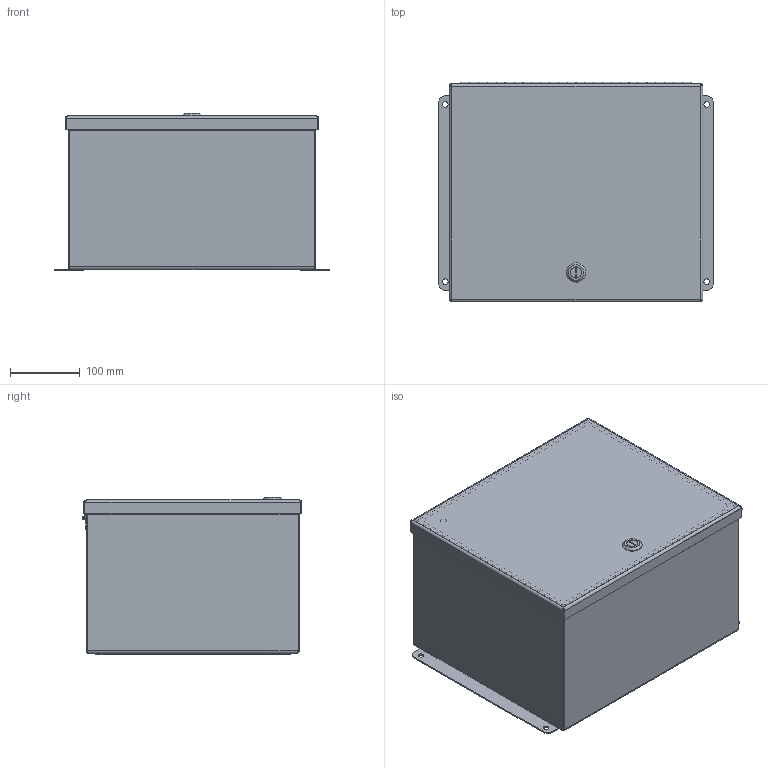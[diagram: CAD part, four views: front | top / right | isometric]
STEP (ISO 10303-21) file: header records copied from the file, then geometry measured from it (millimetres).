
FILE_DESCRIPTION(/* description */ ('14x12 BCHQTSSA LID, 316 S.S.'),/* implementation_level */ '2;1');
FILE_NAME(/* name */ 'BN4141208CHQTSSA.stp',/* time_stamp */ '2016-08-12T11:51:48-05:00',/* author */ ('mraetz'),/* organization */ (''),/* preprocessor_version */ 'ST-DEVELOPER v16.1',/* originating_system */ 'Autodesk Inventor 2016',/* authorisation */ '');
FILE_SCHEMA (('AUTOMOTIVE_DESIGN { 1 0 10303 214 3 1 1 }'));
Length unit declared in the file: inch
Products named in the file (22): BN41412CHQTSSALID; 14x12; 348131; 32885LH; 32885P; 32885TH; 32885; BN4141208CHQTSSABKP; 34973; HFW3883; 1000-5046_prt; 1000-102A-AA; 1000-02; 1000-23; 1000-u156_asm; 1000-318-PF; 1000-03-PG; 1000-24_prt; 1000-277-01PI; 1000-u630_asm; HFW351142; BN4141208CHQTSSA
Assembly tree (25 placements, depth 4):
  BN4141208CHQTSSA
    BN41412CHQTSSALID
    14x12
    348131  x2
    32885
      32885LH
      32885P
      32885TH
    BN4141208CHQTSSABKP
    34973  x4
    HFW3883
    HFW351142
      1000-5046_prt
      1000-u156_asm
        1000-102A-AA
        1000-02
        1000-23
      1000-u630_asm
        1000-318-PF
        1000-03-PG
        1000-24_prt
        1000-277-01PI
Bounding box: 393.7 x 315.25 x 226.19 mm (x, y, z)
Volume: 952304.8 mm3; surface area: 1207621 mm2
Topology: 21 solids, 21 shells, 691 faces, 1695 edges, 1058 vertices
Faces by surface type: plane 378, cylinder 216, bspline 62, torus 21, cone 14
Full cylindrical faces by diameter (mm): 2.54 x1, 2.957 x26, 3.962 x4, 4.826 x1, 5 x1, 5.5 x1, 7.62 x4, 7.874 x4, 8 x1, 8.56 x1, 9.9 x1, 10 x1, 10.2 x1, 12.8 x1, 13.5 x1, 15.2 x1, 15.875 x4, 16 x1, 16.1 x1, 19.8 x1, 28 x1
Entity records: 22091 total; most frequent: CARTESIAN_POINT 6047, DIRECTION 3121, ORIENTED_EDGE 3062, EDGE_CURVE 1531, AXIS2_PLACEMENT_3D 1056, LINE 1009, VECTOR 1009, VERTEX_POINT 984
